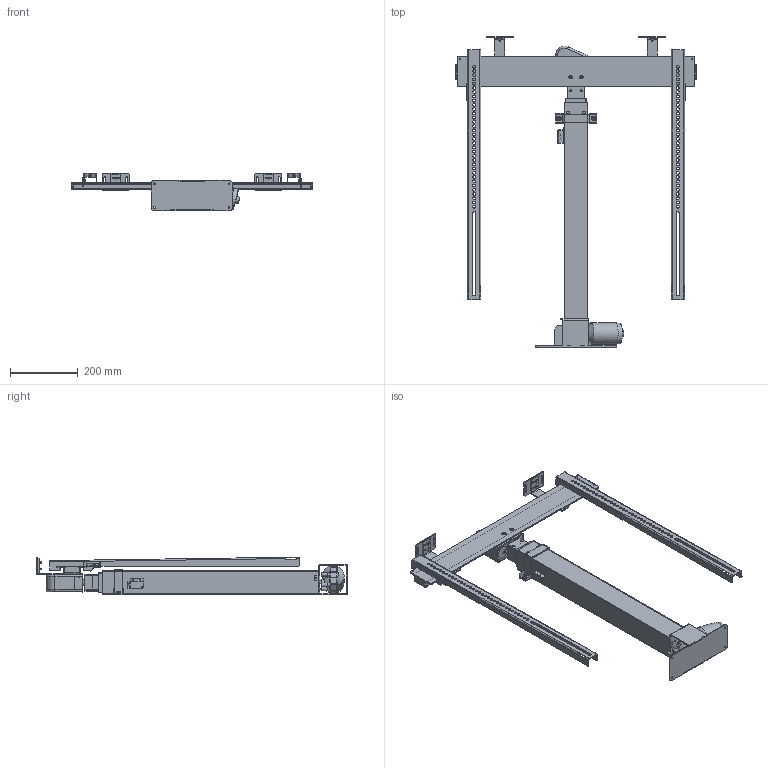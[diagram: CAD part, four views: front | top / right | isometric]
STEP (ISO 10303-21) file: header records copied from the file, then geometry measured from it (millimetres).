
FILE_DESCRIPTION((''),'2;1');
FILE_NAME('RL3.00.00 PODNOŚNIK RL3 Rotacyjny_Uproszczony.stp','2021-07-13T11:20:42',('m.krzysiek'),(''),'Autodesk Inventor 2011','Autodesk Inventor 2011','');
FILE_SCHEMA(('CONFIG_CONTROL_DESIGN'));
Length unit declared in the file: millimetre
Products named in the file (39): P3.00.00 PODNOŚNIK K3 ROT_UPROSZ; P3.01.00 Moduł napędu_Rotacyjny_uproszczony; KE.09.00 Zespł podstawy K_Model uproszczony; KE.09.01 Moduł podstawy; KE.09.01.01 Płytka silnika; PK.09.01.02 Podstawa; KE.09.01.03 Uchwyt sztycy pionowej; SILNIK 107.692_FCEE; PK.03.00 Oslona krancowki; K3.01.02 Zespół teleskopu K3_Rotacyjny_uproszczony; K3.01.02.01 Profil zewnętrzny; K3.01.02.02 Profil pośredni; RL3.01.01.01Profil wewnętrzny_Rotolif; P3.02.00 Uchwyt telewizora _ROT; RL2.10.00 Moduł belki nośnej; RL2.10.01 Belka pozioma_B3M; PK.10.02 Nakładka belki; PK.01.01 Tulejka belki; K3.02.02 Belka pionowa; PK.01.03 Blokada zawiesia; ISO 7380 M4 x 8; PK.02.00 Uchwyt teleskopu; PK.02.01 Uchwyt teleskopu_blacha; PK.02.02 Nakładka filcowa; ISO 4161 M6; Głowica rotacyjna_V10_uproszczony; Korpus dolny; Osłona dolna; Zaczep TV; ISO 10642 M3 x  8; Zespół napędowy; Wkładka nośna rotacyjna; WAŁ; Kolo rotacji_V3; Osłona_tworzywo_1,5; Uchwyt klapy k_rot; Uchwyt klapy 2 zlozenie; Uchwyt klapy k_rot2; FH-M00-00-ST Stal cynkowana-M4x0.7-12
Assembly tree (51 placements, depth 5):
  P3.00.00 PODNOŚNIK K3 ROT_UPROSZ
    P3.01.00 Moduł napędu_Rotacyjny_uproszczony
      KE.09.00 Zespł podstawy K_Model uproszczony
        KE.09.01 Moduł podstawy
          KE.09.01.01 Płytka silnika
          PK.09.01.02 Podstawa
          KE.09.01.03 Uchwyt sztycy pionowej
        SILNIK 107.692_FCEE
      PK.03.00 Oslona krancowki
      K3.01.02 Zespół teleskopu K3_Rotacyjny_uproszczony
        K3.01.02.01 Profil zewnętrzny
        K3.01.02.02 Profil pośredni
        RL3.01.01.01Profil wewnętrzny_Rotolif
    P3.02.00 Uchwyt telewizora _ROT
      RL2.10.00 Moduł belki nośnej
        RL2.10.01 Belka pozioma_B3M
        PK.10.02 Nakładka belki
        PK.01.01 Tulejka belki  x2
      K3.02.02 Belka pionowa  x2
      PK.01.03 Blokada zawiesia  x2
      ISO 7380 M4 x 8  x4
    PK.02.00 Uchwyt teleskopu
      PK.02.01 Uchwyt teleskopu_blacha
      PK.02.02 Nakładka filcowa
    ISO 4161 M6  x2
    Głowica rotacyjna_V10_uproszczony
      Korpus dolny
      Osłona dolna
      Zaczep TV
      ISO 10642 M3 x  8  x4
      Zespół napędowy
        Wkładka nośna rotacyjna
        WAŁ
        Kolo rotacji_V3
      Osłona_tworzywo_1,5
    Uchwyt klapy k_rot  x2
    Uchwyt klapy 2 zlozenie  x2
      Uchwyt klapy k_rot2
      FH-M00-00-ST Stal cynkowana-M4x0.7-12
Bounding box: 707.6 x 913.5 x 111.41 mm (x, y, z)
Volume: 2294604.1 mm3; surface area: 1744515.4 mm2
Topology: 43 solids, 43 shells, 1851 faces, 4864 edges, 3094 vertices
Faces by surface type: plane 1035, cylinder 640, cone 103, bspline 49, torus 24
Full cylindrical faces by diameter (mm): 1.567 x2, 2.459 x10, 2.5 x3, 3 x5, 3.2 x2, 3.242 x8, 3.5 x4, 3.6 x4, 3.8 x1, 4 x12, 4.1 x12, 4.134 x6, 4.2 x2, 4.5 x6, 4.917 x6, 5 x4, 5.2 x6, 5.5 x4, 5.54 x4, 6 x7, 7 x2, 7.5 x6, 7.6 x4, 8 x2, 8.5 x68, 10 x5, 11 x3, 12 x4, 14 x2, 15 x3
Entity records: 50154 total; most frequent: CARTESIAN_POINT 15486, DIRECTION 7051, ORIENTED_EDGE 6664, EDGE_CURVE 3332, AXIS2_PLACEMENT_3D 2472, VERTEX_POINT 2248, VECTOR 2107, LINE 2107
